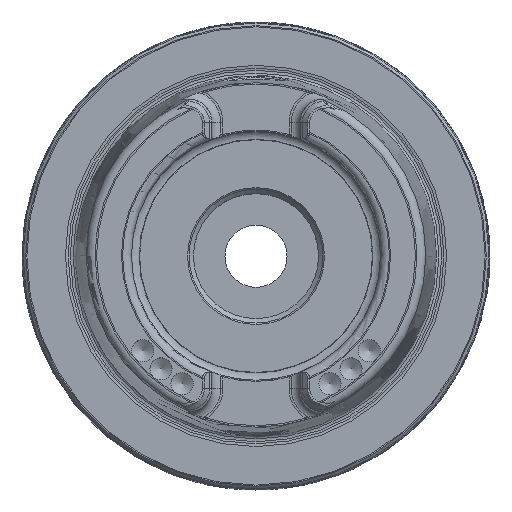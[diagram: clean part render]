
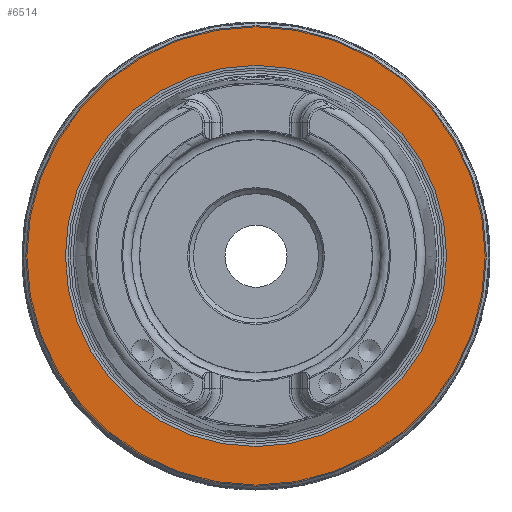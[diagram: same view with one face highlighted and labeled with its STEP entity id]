
A CAD part, top view. The second image highlights one B-rep face of the part: STEP entity #6514.
In plain terms, the highlighted planar face has unit normal (0, 0, 1).
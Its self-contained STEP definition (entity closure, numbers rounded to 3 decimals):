
#1590=ORIENTED_EDGE('',*,*,#2430,.T.);
#1591=ORIENTED_EDGE('',*,*,#2429,.F.);
#2429=EDGE_CURVE('',#2914,#2914,#3183,.T.);
#2430=EDGE_CURVE('',#2915,#2915,#3184,.T.);
#2914=VERTEX_POINT('',#10351);
#2915=VERTEX_POINT('',#10354);
#3183=CIRCLE('',#7023,25.782);
#3184=CIRCLE('',#7025,31.15);
#3535=EDGE_LOOP('',(#1590));
#3536=EDGE_LOOP('',(#1591));
#3987=FACE_BOUND('',#3535,.T.);
#3988=FACE_BOUND('',#3536,.T.);
#4201=PLANE('',#7024);
#6514=ADVANCED_FACE('',(#3987,#3988),#4201,.T.);
#7023=AXIS2_PLACEMENT_3D('',#10350,#8124,#8125);
#7024=AXIS2_PLACEMENT_3D('',#10352,#8126,#8127);
#7025=AXIS2_PLACEMENT_3D('',#10353,#8128,#8129);
#8124=DIRECTION('',(0.,0.,1.));
#8125=DIRECTION('',(1.,0.,0.));
#8126=DIRECTION('',(0.,0.,1.));
#8127=DIRECTION('',(1.,0.,0.));
#8128=DIRECTION('',(0.,0.,1.));
#8129=DIRECTION('',(1.,0.,0.));
#10350=CARTESIAN_POINT('',(0.,0.,0.2));
#10351=CARTESIAN_POINT('',(25.782,0.,0.2));
#10352=CARTESIAN_POINT('',(25.782,0.,0.2));
#10353=CARTESIAN_POINT('',(0.,0.,0.2));
#10354=CARTESIAN_POINT('',(31.15,0.,0.2));
